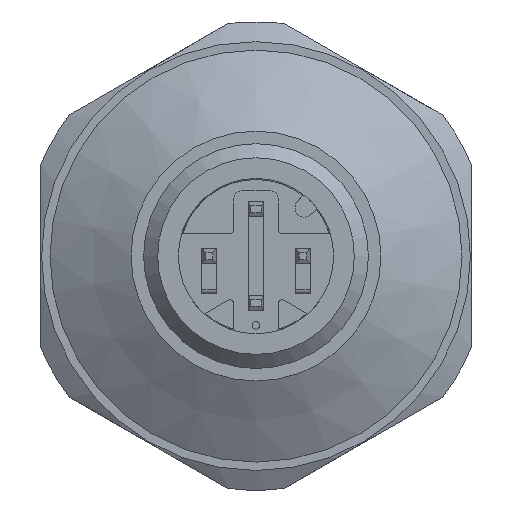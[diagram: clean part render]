
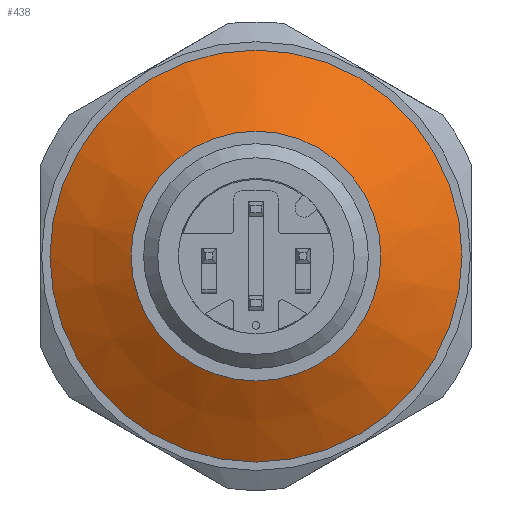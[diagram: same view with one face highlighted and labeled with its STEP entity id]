
A CAD part, front view. The second image highlights one B-rep face of the part: STEP entity #438.
In plain terms, the highlighted conical face has half-angle 60 degrees and reference radius 6.67 mm.
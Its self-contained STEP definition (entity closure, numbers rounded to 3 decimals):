
#438 = ADVANCED_FACE( '', ( #941, #942 ), #943, .T. );
#941 = FACE_OUTER_BOUND( '', #1475, .T. );
#942 = FACE_BOUND( '', #1476, .T. );
#943 = CONICAL_SURFACE( '', #1477, 6.67, 1.047 );
#1475 = EDGE_LOOP( '', ( #2692 ) );
#1476 = EDGE_LOOP( '', ( #2693 ) );
#1477 = AXIS2_PLACEMENT_3D( '', #2694, #2695, #2696 );
#2692 = ORIENTED_EDGE( '', *, *, #3442, .F. );
#2693 = ORIENTED_EDGE( '', *, *, #3397, .T. );
#2694 = CARTESIAN_POINT( '', ( 0., -61., 0. ) );
#2695 = DIRECTION( '', ( 0., 1., 0. ) );
#2696 = DIRECTION( '', ( 0., 0., 1. ) );
#3397 = EDGE_CURVE( '', #4169, #4169, #4170, .T. );
#3442 = EDGE_CURVE( '', #4224, #4224, #4225, .T. );
#4169 = VERTEX_POINT( '', #5297 );
#4170 = CIRCLE( '', #5298, 6.67 );
#4224 = VERTEX_POINT( '', #5378 );
#4225 = CIRCLE( '', #5379, 11. );
#5297 = CARTESIAN_POINT( '', ( 0., -61., 6.67 ) );
#5298 = AXIS2_PLACEMENT_3D( '', #5973, #5974, #5975 );
#5378 = CARTESIAN_POINT( '', ( 0., -58.5, 11. ) );
#5379 = AXIS2_PLACEMENT_3D( '', #6015, #6016, #6017 );
#5973 = CARTESIAN_POINT( '', ( 0., -61., 0. ) );
#5974 = DIRECTION( '', ( 0., 1., 0. ) );
#5975 = DIRECTION( '', ( 0., 0., 1. ) );
#6015 = CARTESIAN_POINT( '', ( 0., -58.5, 0. ) );
#6016 = DIRECTION( '', ( 0., 1., 0. ) );
#6017 = DIRECTION( '', ( 0., 0., 1. ) );
